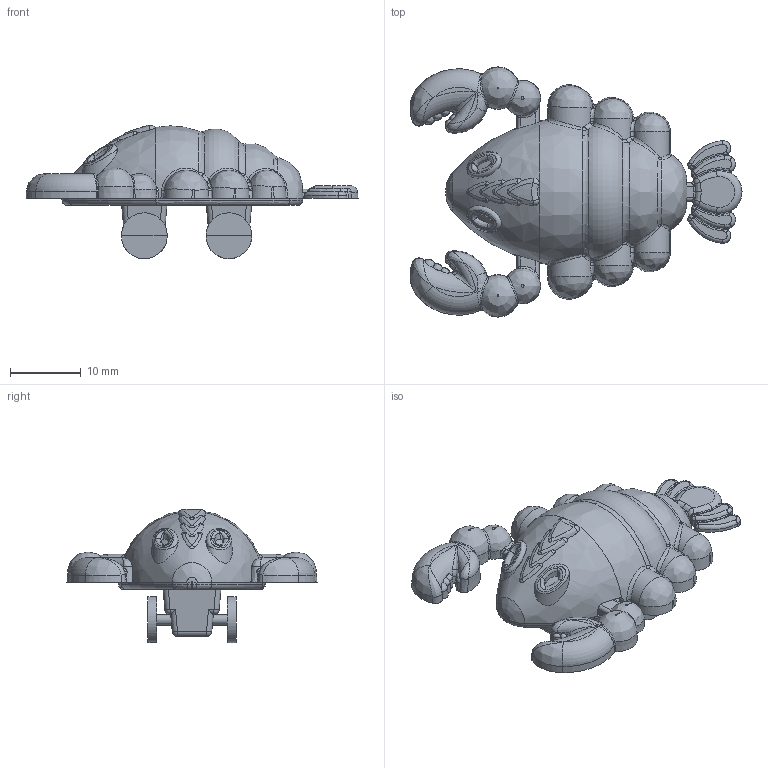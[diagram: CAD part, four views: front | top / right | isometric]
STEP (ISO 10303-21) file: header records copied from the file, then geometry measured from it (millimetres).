
FILE_DESCRIPTION(/* description */ (''),/* implementation_level */ '2;1');
FILE_NAME(/* name */ 'Crab_Toy.stp',/* time_stamp */ '2025-05-23T16:00:33+06:00',/* author */ (''),/* organization */ (''),/* preprocessor_version */ 'ST-DEVELOPER v16',/* originating_system */ 'SIEMENS PLM Software NX 10.0',/* authorisation */ '');
FILE_SCHEMA (('AUTOMOTIVE_DESIGN { 1 0 10303 214 3 1 1 1 }'));
Length unit declared in the file: millimetre
Products named in the file (1): admi2AF89605pifm
Bounding box: 47.08 x 35.48 x 18.89 mm (x, y, z)
Volume: 2527.3 mm3; surface area: 6044.6 mm2
Topology: 5 solids, 5 shells, 928 faces, 2330 edges, 1383 vertices
Faces by surface type: bspline 417, plane 167, cylinder 137, torus 88, cone 77, sphere 42
Full cylindrical faces by diameter (mm): 1.5 x2, 2 x9, 6.5 x4
Entity records: 38596 total; most frequent: CARTESIAN_POINT 19798, ORIENTED_EDGE 4456, DIRECTION 3197, EDGE_CURVE 2228, AXIS2_PLACEMENT_3D 1395, VERTEX_POINT 1362, EDGE_LOOP 990, B_SPLINE_CURVE_WITH_KNOTS 938
